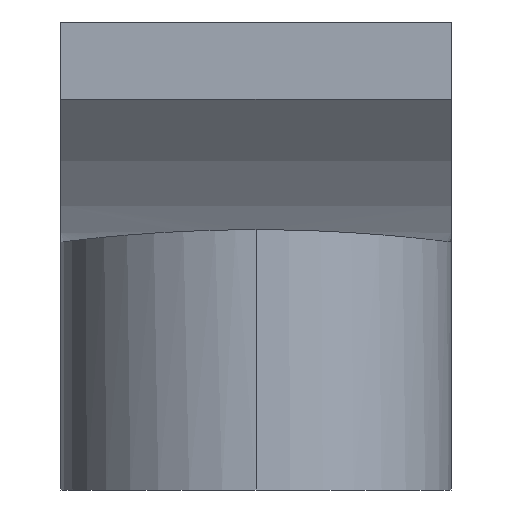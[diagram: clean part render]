
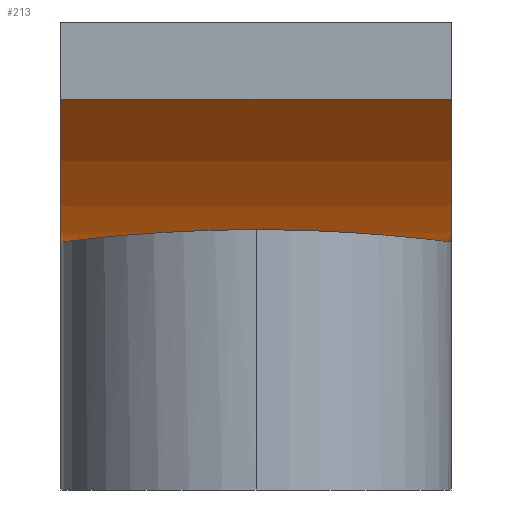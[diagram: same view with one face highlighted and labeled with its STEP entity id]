
A CAD part, left-side view. The second image highlights one B-rep face of the part: STEP entity #213.
In plain terms, the highlighted cylindrical face has radius 119.635 mm (diameter 239.27 mm), a partial arc.
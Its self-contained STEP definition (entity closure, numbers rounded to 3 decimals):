
#6 = CARTESIAN_POINT ( 'NONE',  ( -4.822, 14.212, 19.147 ) ) ;
#8 = CARTESIAN_POINT ( 'NONE',  ( 0., -15., 19.05 ) ) ;
#14 = CARTESIAN_POINT ( 'NONE',  ( -5.29, -14.045, 19.167 ) ) ;
#18 = CARTESIAN_POINT ( 'NONE',  ( 0., 15., 138.685 ) ) ;
#19 = CARTESIAN_POINT ( 'NONE',  ( -4.829, -14.21, 19.147 ) ) ;
#40 = CARTESIAN_POINT ( 'NONE',  ( 0., -15., 138.685 ) ) ;
#43 = CARTESIAN_POINT ( 'NONE',  ( -15., 0., 19.995 ) ) ;
#46 = EDGE_CURVE ( 'NONE', #220, #557, #413, .T. ) ;
#48 = CARTESIAN_POINT ( 'NONE',  ( -11.915, 9.166, 19.644 ) ) ;
#60 = CARTESIAN_POINT ( 'NONE',  ( -8.734, 12.205, 19.369 ) ) ;
#66 = CARTESIAN_POINT ( 'NONE',  ( -3.407, -14.616, 19.098 ) ) ;
#100 = ORIENTED_EDGE ( 'NONE', *, *, #533, .T. ) ;
#108 = CARTESIAN_POINT ( 'NONE',  ( -13.455, 6.648, 19.809 ) ) ;
#111 = CARTESIAN_POINT ( 'NONE',  ( -6.192, -13.671, 19.21 ) ) ;
#117 = CARTESIAN_POINT ( 'NONE',  ( -3.889, -14.495, 19.113 ) ) ;
#119 = CARTESIAN_POINT ( 'NONE',  ( -50., -15., 30. ) ) ;
#126 = ORIENTED_EDGE ( 'NONE', *, *, #416, .T. ) ;
#136 = AXIS2_PLACEMENT_3D ( 'NONE', #40, #566, #141 ) ;
#141 = DIRECTION ( 'NONE',  ( 0., 0., 1. ) ) ;
#145 = CARTESIAN_POINT ( 'NONE',  ( -15., 0., 19.995 ) ) ;
#147 = CARTESIAN_POINT ( 'NONE',  ( -14.211, -4.826, 19.897 ) ) ;
#154 = CARTESIAN_POINT ( 'NONE',  ( 0., 15., 19.05 ) ) ;
#156 = CARTESIAN_POINT ( 'NONE',  ( -13.664, 6.207, 19.833 ) ) ;
#165 = CARTESIAN_POINT ( 'NONE',  ( -7.926, -12.745, 19.313 ) ) ;
#168 = CARTESIAN_POINT ( 'NONE',  ( -6.634, -13.462, 19.234 ) ) ;
#177 = ORIENTED_EDGE ( 'NONE', *, *, #46, .F. ) ;
#179 = DIRECTION ( 'NONE',  ( 0., -1., 0. ) ) ;
#189 = CARTESIAN_POINT ( 'NONE',  ( -14.204, 4.845, 19.897 ) ) ;
#192 = CARTESIAN_POINT ( 'NONE',  ( -15., 0.991, 19.995 ) ) ;
#199 = CARTESIAN_POINT ( 'NONE',  ( -5.29, 14.045, 19.167 ) ) ;
#213 = ADVANCED_FACE ( 'NONE', ( #214 ), #451, .T. ) ;
#214 = FACE_OUTER_BOUND ( 'NONE', #516, .T. ) ;
#217 = DIRECTION ( 'NONE',  ( 0., 0., -1. ) ) ;
#220 = VERTEX_POINT ( 'NONE', #549 ) ;
#238 = CARTESIAN_POINT ( 'NONE',  ( -3.879, 14.498, 19.112 ) ) ;
#241 = CARTESIAN_POINT ( 'NONE',  ( -12.738, 7.937, 19.73 ) ) ;
#248 = CARTESIAN_POINT ( 'NONE',  ( -1.966, 14.903, 19.063 ) ) ;
#252 = CARTESIAN_POINT ( 'NONE',  ( -14.903, 1.972, 19.982 ) ) ;
#267 = CIRCLE ( 'NONE', #136, 119.635 ) ;
#272 = B_SPLINE_CURVE_WITH_KNOTS ( 'NONE', 3,
 ( #145, #338, #527, #385, #574, #147, #357, #504, #444, #310, #499, #545, #542, #307, #501, #165, #593, #168, #111, #14, #19, #117, #66, #447, #496, #314 ),
 .UNSPECIFIED., .F., .F.,
 ( 4, 2, 2, 2, 2, 2, 2, 2, 2, 2, 2, 2, 4 ),
 ( 0., 0.003, 0.004, 0.006, 0.009, 0.01, 0.012, 0.015, 0.016, 0.018, 0.019, 0.021, 0.023 ),
 .UNSPECIFIED. ) ;
#288 = AXIS2_PLACEMENT_3D ( 'NONE', #18, #445, #217 ) ;
#289 = CARTESIAN_POINT ( 'NONE',  ( -0.991, 15., 19.05 ) ) ;
#294 = CARTESIAN_POINT ( 'NONE',  ( -7.512, 13.02, 19.284 ) ) ;
#295 = CARTESIAN_POINT ( 'NONE',  ( 0., 15., 138.685 ) ) ;
#301 = CARTESIAN_POINT ( 'NONE',  ( -14.612, 3.425, 19.946 ) ) ;
#307 = CARTESIAN_POINT ( 'NONE',  ( -9.911, -11.302, 19.46 ) ) ;
#310 = CARTESIAN_POINT ( 'NONE',  ( -12.2, -8.741, 19.674 ) ) ;
#314 = CARTESIAN_POINT ( 'NONE',  ( 0., -15., 19.05 ) ) ;
#338 = CARTESIAN_POINT ( 'NONE',  ( -15., -0.992, 19.995 ) ) ;
#343 = CARTESIAN_POINT ( 'NONE',  ( -3.404, 14.617, 19.098 ) ) ;
#348 = CARTESIAN_POINT ( 'NONE',  ( -11.294, 9.92, 19.583 ) ) ;
#357 = CARTESIAN_POINT ( 'NONE',  ( -14.043, -5.295, 19.877 ) ) ;
#358 = EDGE_CURVE ( 'NONE', #557, #578, #561, .T. ) ;
#385 = CARTESIAN_POINT ( 'NONE',  ( -14.616, -3.407, 19.947 ) ) ;
#413 = CIRCLE ( 'NONE', #423, 119.635 ) ;
#414 = CARTESIAN_POINT ( 'NONE',  ( -50., 15., 30. ) ) ;
#416 = EDGE_CURVE ( 'NONE', #544, #578, #267, .T. ) ;
#421 = ORIENTED_EDGE ( 'NONE', *, *, #358, .F. ) ;
#423 = AXIS2_PLACEMENT_3D ( 'NONE', #295, #481, #433 ) ;
#426 = CARTESIAN_POINT ( 'NONE',  ( -6.651, 13.481, 19.232 ) ) ;
#429 = CARTESIAN_POINT ( 'NONE',  ( -14.491, 3.906, 19.931 ) ) ;
#433 = DIRECTION ( 'NONE',  ( 0., 0., 1. ) ) ;
#440 = CARTESIAN_POINT ( 'NONE',  ( -15., 0., 19.995 ) ) ;
#444 = CARTESIAN_POINT ( 'NONE',  ( -13.017, -7.518, 19.759 ) ) ;
#445 = DIRECTION ( 'NONE',  ( 0., -1., 0. ) ) ;
#447 = CARTESIAN_POINT ( 'NONE',  ( -1.954, -14.905, 19.063 ) ) ;
#451 = CYLINDRICAL_SURFACE ( 'NONE', #288, 119.635 ) ;
#467 = ORIENTED_EDGE ( 'NONE', *, *, #565, .T. ) ;
#481 = DIRECTION ( 'NONE',  ( 0., 1., 0. ) ) ;
#496 = CARTESIAN_POINT ( 'NONE',  ( -0.98, -15., 19.05 ) ) ;
#499 = CARTESIAN_POINT ( 'NONE',  ( -11.905, -9.138, 19.644 ) ) ;
#501 = CARTESIAN_POINT ( 'NONE',  ( -9.156, -11.922, 19.399 ) ) ;
#504 = CARTESIAN_POINT ( 'NONE',  ( -13.478, -6.657, 19.811 ) ) ;
#513 = VERTEX_POINT ( 'NONE', #43 ) ;
#516 = EDGE_LOOP ( 'NONE', ( #177, #100, #467, #126, #421 ) ) ;
#527 = CARTESIAN_POINT ( 'NONE',  ( -14.902, -1.968, 19.982 ) ) ;
#533 = EDGE_CURVE ( 'NONE', #220, #513, #615, .T. ) ;
#537 = CARTESIAN_POINT ( 'NONE',  ( -12.993, 7.512, 19.758 ) ) ;
#542 = CARTESIAN_POINT ( 'NONE',  ( -10.948, -10.265, 19.552 ) ) ;
#544 = VERTEX_POINT ( 'NONE', #8 ) ;
#545 = CARTESIAN_POINT ( 'NONE',  ( -11.278, -9.902, 19.583 ) ) ;
#549 = CARTESIAN_POINT ( 'NONE',  ( 0., 15., 19.05 ) ) ;
#557 = VERTEX_POINT ( 'NONE', #569 ) ;
#561 = LINE ( 'NONE', #414, #573 ) ;
#565 = EDGE_CURVE ( 'NONE', #513, #544, #272, .T. ) ;
#566 = DIRECTION ( 'NONE',  ( 0., 1., 0. ) ) ;
#569 = CARTESIAN_POINT ( 'NONE',  ( -50., 15., 30. ) ) ;
#573 = VECTOR ( 'NONE', #179, 1000. ) ;
#574 = CARTESIAN_POINT ( 'NONE',  ( -14.497, -3.883, 19.932 ) ) ;
#577 = CARTESIAN_POINT ( 'NONE',  ( -9.895, 11.285, 19.46 ) ) ;
#578 = VERTEX_POINT ( 'NONE', #119 ) ;
#581 = CARTESIAN_POINT ( 'NONE',  ( -10.258, 10.955, 19.491 ) ) ;
#593 = CARTESIAN_POINT ( 'NONE',  ( -7.5, -13., 19.285 ) ) ;
#615 = B_SPLINE_CURVE_WITH_KNOTS ( 'NONE', 3,
 ( #154, #289, #248, #343, #238, #6, #199, #426, #294, #60, #620, #577, #581, #348, #48, #241, #537, #108, #156, #616, #189, #429, #301, #252, #192, #440 ),
 .UNSPECIFIED., .F., .F.,
 ( 4, 2, 2, 2, 2, 2, 2, 2, 2, 2, 2, 2, 4 ),
 ( 0.07, 0.073, 0.075, 0.076, 0.079, 0.081, 0.082, 0.085, 0.087, 0.088, 0.089, 0.091, 0.094 ),
 .UNSPECIFIED. ) ;
#616 = CARTESIAN_POINT ( 'NONE',  ( -14.039, 5.305, 19.877 ) ) ;
#620 = CARTESIAN_POINT ( 'NONE',  ( -9.132, 11.91, 19.399 ) ) ;
